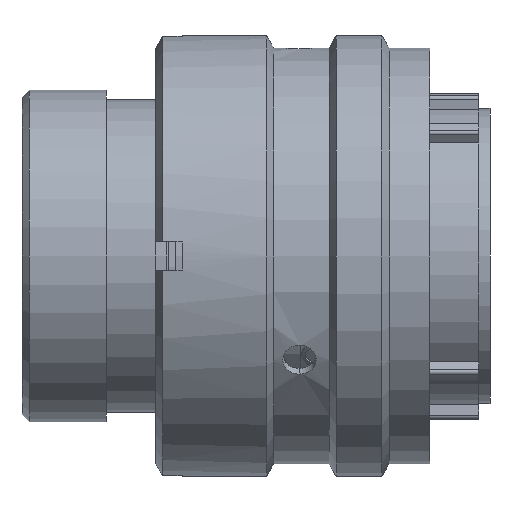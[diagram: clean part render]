
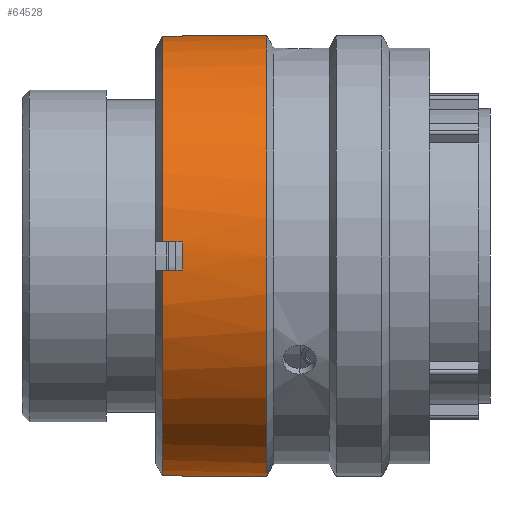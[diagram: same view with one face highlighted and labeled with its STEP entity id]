
A CAD part, front view. The second image highlights one B-rep face of the part: STEP entity #64528.
In plain terms, the highlighted cylindrical face has radius 15.7 mm (diameter 31.4 mm), a partial arc.
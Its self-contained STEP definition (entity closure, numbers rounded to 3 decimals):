
#635 = CARTESIAN_POINT ( 'NONE',  ( 11.42, 0., 15.7 ) ) ;
#661 = CARTESIAN_POINT ( 'NONE',  ( 29.07, 0., -15.7 ) ) ;
#1250 = DIRECTION ( 'NONE',  ( -1., 0., 0. ) ) ;
#1584 = CARTESIAN_POINT ( 'NONE',  ( 29.07, -1., 15.668 ) ) ;
#2143 = CARTESIAN_POINT ( 'NONE',  ( 11.42, -15.668, -1. ) ) ;
#2732 = VECTOR ( 'NONE', #27150, 1000. ) ;
#4339 = LINE ( 'NONE', #21740, #45568 ) ;
#4761 = LINE ( 'NONE', #1584, #65164 ) ;
#5919 = CARTESIAN_POINT ( 'NONE',  ( 11.42, 0., 0. ) ) ;
#7333 = ORIENTED_EDGE ( 'NONE', *, *, #62545, .F. ) ;
#8491 = DIRECTION ( 'NONE',  ( 0., 0., -1. ) ) ;
#9177 = EDGE_CURVE ( 'NONE', #63600, #10518, #11088, .T. ) ;
#9712 = CARTESIAN_POINT ( 'NONE',  ( 11.42, 0., 0. ) ) ;
#9964 = DIRECTION ( 'NONE',  ( 0., 0., 1. ) ) ;
#10076 = LINE ( 'NONE', #53791, #15558 ) ;
#10518 = VERTEX_POINT ( 'NONE', #32137 ) ;
#10736 = ORIENTED_EDGE ( 'NONE', *, *, #28840, .F. ) ;
#10760 = CIRCLE ( 'NONE', #36605, 15.7 ) ;
#11088 = LINE ( 'NONE', #661, #23923 ) ;
#11591 = VERTEX_POINT ( 'NONE', #2143 ) ;
#12488 = AXIS2_PLACEMENT_3D ( 'NONE', #28496, #16203, #39838 ) ;
#13022 = VERTEX_POINT ( 'NONE', #70411 ) ;
#13032 = DIRECTION ( 'NONE',  ( 1., 0., 0. ) ) ;
#13834 = EDGE_CURVE ( 'NONE', #59075, #49579, #46614, .T. ) ;
#14694 = AXIS2_PLACEMENT_3D ( 'NONE', #56941, #22881, #16745 ) ;
#15135 = CARTESIAN_POINT ( 'NONE',  ( 29.07, -15.668, 1. ) ) ;
#15554 = DIRECTION ( 'NONE',  ( 0., 0., -1. ) ) ;
#15558 = VECTOR ( 'NONE', #31030, 1000. ) ;
#16203 = DIRECTION ( 'NONE',  ( 1., 0., 0. ) ) ;
#16745 = DIRECTION ( 'NONE',  ( 0., 0., -1. ) ) ;
#17531 = FACE_OUTER_BOUND ( 'NONE', #65185, .T. ) ;
#18444 = DIRECTION ( 'NONE',  ( 0., 0., -1. ) ) ;
#20539 = CIRCLE ( 'NONE', #48734, 15.7 ) ;
#20955 = CIRCLE ( 'NONE', #46474, 15.7 ) ;
#21500 = DIRECTION ( 'NONE',  ( 1., 0., 0. ) ) ;
#21740 = CARTESIAN_POINT ( 'NONE',  ( 29.07, 0., 15.7 ) ) ;
#22881 = DIRECTION ( 'NONE',  ( 1., 0., 0. ) ) ;
#23118 = ORIENTED_EDGE ( 'NONE', *, *, #45528, .T. ) ;
#23374 = CARTESIAN_POINT ( 'NONE',  ( 11.42, -1., 15.668 ) ) ;
#23919 = ORIENTED_EDGE ( 'NONE', *, *, #46499, .T. ) ;
#23923 = VECTOR ( 'NONE', #70399, 1000. ) ;
#24058 = DIRECTION ( 'NONE',  ( 0., 0., 1. ) ) ;
#24812 = CARTESIAN_POINT ( 'NONE',  ( 11.42, -15.668, 1. ) ) ;
#26973 = CARTESIAN_POINT ( 'NONE',  ( 17.44, 0., 15.7 ) ) ;
#27150 = DIRECTION ( 'NONE',  ( 1., 0., 0. ) ) ;
#27763 = ORIENTED_EDGE ( 'NONE', *, *, #66272, .T. ) ;
#27915 = CARTESIAN_POINT ( 'NONE',  ( 10.02, -1., -15.668 ) ) ;
#28496 = CARTESIAN_POINT ( 'NONE',  ( 11.42, 0., 0. ) ) ;
#28840 = EDGE_CURVE ( 'NONE', #67889, #37556, #4339, .T. ) ;
#28916 = CARTESIAN_POINT ( 'NONE',  ( 11.42, -1., -15.668 ) ) ;
#31030 = DIRECTION ( 'NONE',  ( 1., 0., 0. ) ) ;
#31420 = EDGE_CURVE ( 'NONE', #35598, #50780, #10076, .T. ) ;
#32137 = CARTESIAN_POINT ( 'NONE',  ( 17.44, 0., -15.7 ) ) ;
#32155 = EDGE_CURVE ( 'NONE', #13022, #35598, #10760, .T. ) ;
#34194 = VERTEX_POINT ( 'NONE', #23374 ) ;
#35375 = EDGE_CURVE ( 'NONE', #11591, #13022, #74443, .T. ) ;
#35387 = DIRECTION ( 'NONE',  ( 1., 0., 0. ) ) ;
#35598 = VERTEX_POINT ( 'NONE', #27915 ) ;
#35989 = CIRCLE ( 'NONE', #12488, 15.7 ) ;
#36009 = ORIENTED_EDGE ( 'NONE', *, *, #31420, .T. ) ;
#36605 = AXIS2_PLACEMENT_3D ( 'NONE', #38654, #56252, #15554 ) ;
#36663 = CARTESIAN_POINT ( 'NONE',  ( 17.44, 0., 0. ) ) ;
#37556 = VERTEX_POINT ( 'NONE', #26973 ) ;
#38654 = CARTESIAN_POINT ( 'NONE',  ( 10.02, 0., 0. ) ) ;
#39474 = ORIENTED_EDGE ( 'NONE', *, *, #73026, .T. ) ;
#39838 = DIRECTION ( 'NONE',  ( 0., 0., 1. ) ) ;
#40333 = AXIS2_PLACEMENT_3D ( 'NONE', #55061, #60717, #8491 ) ;
#42467 = ORIENTED_EDGE ( 'NONE', *, *, #35375, .T. ) ;
#42801 = DIRECTION ( 'NONE',  ( -1., 0., 0. ) ) ;
#43447 = EDGE_CURVE ( 'NONE', #49579, #64007, #54901, .T. ) ;
#45528 = EDGE_CURVE ( 'NONE', #50780, #63600, #20539, .T. ) ;
#45568 = VECTOR ( 'NONE', #21500, 1000. ) ;
#46474 = AXIS2_PLACEMENT_3D ( 'NONE', #36663, #13032, #18444 ) ;
#46499 = EDGE_CURVE ( 'NONE', #34194, #59075, #4761, .T. ) ;
#46614 = CIRCLE ( 'NONE', #14694, 15.7 ) ;
#48734 = AXIS2_PLACEMENT_3D ( 'NONE', #9712, #56810, #9964 ) ;
#49579 = VERTEX_POINT ( 'NONE', #56293 ) ;
#50212 = CARTESIAN_POINT ( 'NONE',  ( 11.42, 0., -15.7 ) ) ;
#50780 = VERTEX_POINT ( 'NONE', #28916 ) ;
#51671 = AXIS2_PLACEMENT_3D ( 'NONE', #5919, #35387, #24058 ) ;
#53176 = ORIENTED_EDGE ( 'NONE', *, *, #13834, .T. ) ;
#53791 = CARTESIAN_POINT ( 'NONE',  ( 29.07, -1., -15.668 ) ) ;
#54901 = LINE ( 'NONE', #15135, #2732 ) ;
#55061 = CARTESIAN_POINT ( 'NONE',  ( 29.07, 0., 0. ) ) ;
#55767 = CARTESIAN_POINT ( 'NONE',  ( 10.02, -1., 15.668 ) ) ;
#56252 = DIRECTION ( 'NONE',  ( 1., 0., 0. ) ) ;
#56293 = CARTESIAN_POINT ( 'NONE',  ( 10.02, -15.668, 1. ) ) ;
#56810 = DIRECTION ( 'NONE',  ( 1., 0., 0. ) ) ;
#56941 = CARTESIAN_POINT ( 'NONE',  ( 10.02, 0., 0. ) ) ;
#58932 = VECTOR ( 'NONE', #1250, 1000. ) ;
#59075 = VERTEX_POINT ( 'NONE', #55767 ) ;
#60717 = DIRECTION ( 'NONE',  ( 1., 0., 0. ) ) ;
#62545 = EDGE_CURVE ( 'NONE', #37556, #10518, #20955, .T. ) ;
#63600 = VERTEX_POINT ( 'NONE', #50212 ) ;
#64007 = VERTEX_POINT ( 'NONE', #24812 ) ;
#64528 = ADVANCED_FACE ( 'NONE', ( #17531 ), #70588, .T. ) ;
#65164 = VECTOR ( 'NONE', #42801, 1000. ) ;
#65185 = EDGE_LOOP ( 'NONE', ( #10736, #27763, #23919, #53176, #73684, #39474, #42467, #67223, #36009, #23118, #68637, #7333 ) ) ;
#66272 = EDGE_CURVE ( 'NONE', #67889, #34194, #66407, .T. ) ;
#66407 = CIRCLE ( 'NONE', #51671, 15.7 ) ;
#67223 = ORIENTED_EDGE ( 'NONE', *, *, #32155, .T. ) ;
#67889 = VERTEX_POINT ( 'NONE', #635 ) ;
#68637 = ORIENTED_EDGE ( 'NONE', *, *, #9177, .T. ) ;
#70399 = DIRECTION ( 'NONE',  ( 1., 0., 0. ) ) ;
#70411 = CARTESIAN_POINT ( 'NONE',  ( 10.02, -15.668, -1. ) ) ;
#70588 = CYLINDRICAL_SURFACE ( 'NONE', #40333, 15.7 ) ;
#71545 = CARTESIAN_POINT ( 'NONE',  ( 29.07, -15.668, -1. ) ) ;
#73026 = EDGE_CURVE ( 'NONE', #64007, #11591, #35989, .T. ) ;
#73684 = ORIENTED_EDGE ( 'NONE', *, *, #43447, .T. ) ;
#74443 = LINE ( 'NONE', #71545, #58932 ) ;
